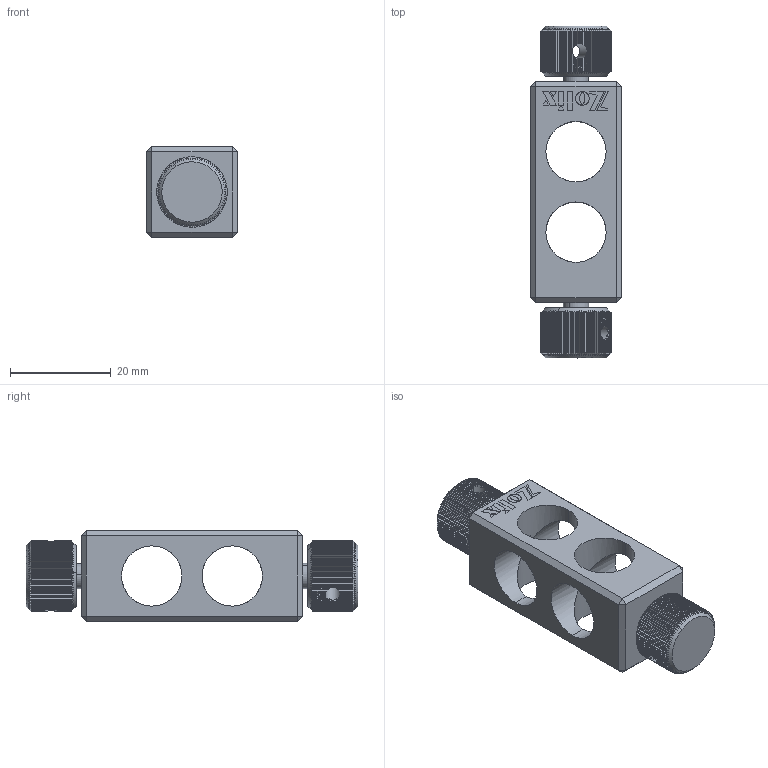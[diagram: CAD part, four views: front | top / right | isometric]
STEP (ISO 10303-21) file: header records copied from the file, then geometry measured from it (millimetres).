
FILE_DESCRIPTION (( 'STEP AP203' ), '1' );
FILE_NAME ('PHCP12-4H.STEP', '2022-07-20T02:07:09', ( '' ), ( '' ), 'SwSTEP 2.0', 'SolidWorks 2021', '' );
FILE_SCHEMA (( 'CONFIG_CONTROL_DESIGN' ));
Length unit declared in the file: millimetre
Products named in the file (1): PHCP12-4H
Bounding box: 18 x 66 x 18 mm (x, y, z)
Volume: 11094.6 mm3; surface area: 7451.3 mm2
Topology: 3 solids, 3 shells, 982 faces, 2846 edges, 1882 vertices
Faces by surface type: plane 740, cylinder 234, cone 8
Entity records: 32969 total; most frequent: CARTESIAN_POINT 8501, ORIENTED_EDGE 5692, DIRECTION 4316, EDGE_CURVE 2846, VERTEX_POINT 1882, LINE 1542, VECTOR 1542, AXIS2_PLACEMENT_3D 1387
